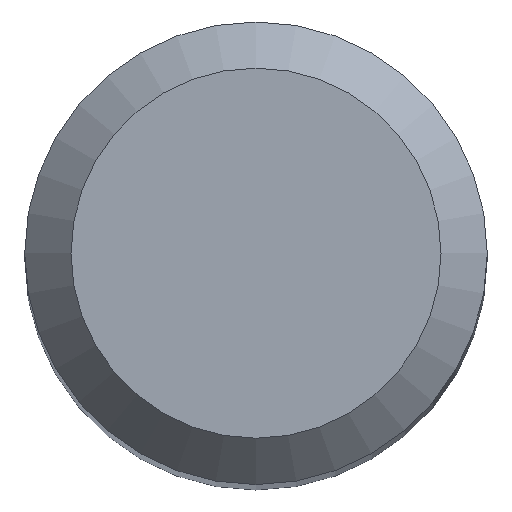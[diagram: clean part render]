
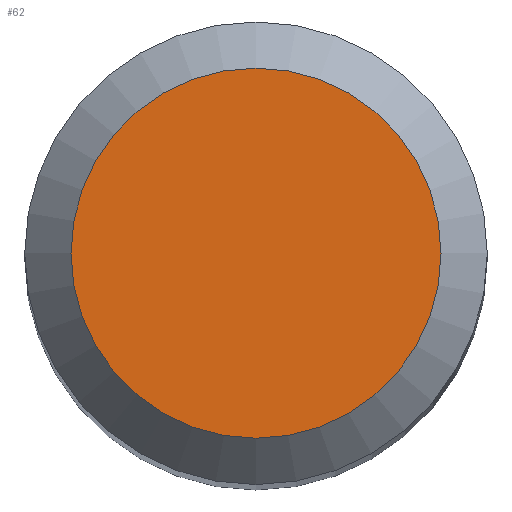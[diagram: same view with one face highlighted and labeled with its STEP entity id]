
A CAD part, top view. The second image highlights one B-rep face of the part: STEP entity #62.
In plain terms, the highlighted planar face has unit normal (0, 0, 1).
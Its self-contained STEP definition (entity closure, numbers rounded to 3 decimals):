
#19 = CARTESIAN_POINT ( 'NONE',  ( 0., 1.6, 35. ) ) ;
#40 = DIRECTION ( 'NONE',  ( 0., 1., 0. ) ) ;
#45 = FACE_OUTER_BOUND ( 'NONE', #215, .T. ) ;
#53 = EDGE_CURVE ( 'NONE', #120, #120, #121, .T. ) ;
#62 = ADVANCED_FACE ( 'NONE', ( #45 ), #251, .F. ) ;
#69 = AXIS2_PLACEMENT_3D ( 'NONE', #152, #84, #271 ) ;
#76 = AXIS2_PLACEMENT_3D ( 'NONE', #105, #253, #40 ) ;
#84 = DIRECTION ( 'NONE',  ( 0., 0., -1. ) ) ;
#105 = CARTESIAN_POINT ( 'NONE',  ( 0., 0., 35. ) ) ;
#120 = VERTEX_POINT ( 'NONE', #19 ) ;
#121 = CIRCLE ( 'NONE', #69, 1.6 ) ;
#152 = CARTESIAN_POINT ( 'NONE',  ( 0., 0., 35. ) ) ;
#215 = EDGE_LOOP ( 'NONE', ( #231 ) ) ;
#231 = ORIENTED_EDGE ( 'NONE', *, *, #53, .F. ) ;
#251 = PLANE ( 'NONE',  #76 ) ;
#253 = DIRECTION ( 'NONE',  ( 0., 0., -1. ) ) ;
#271 = DIRECTION ( 'NONE',  ( 0., 1., 0. ) ) ;
